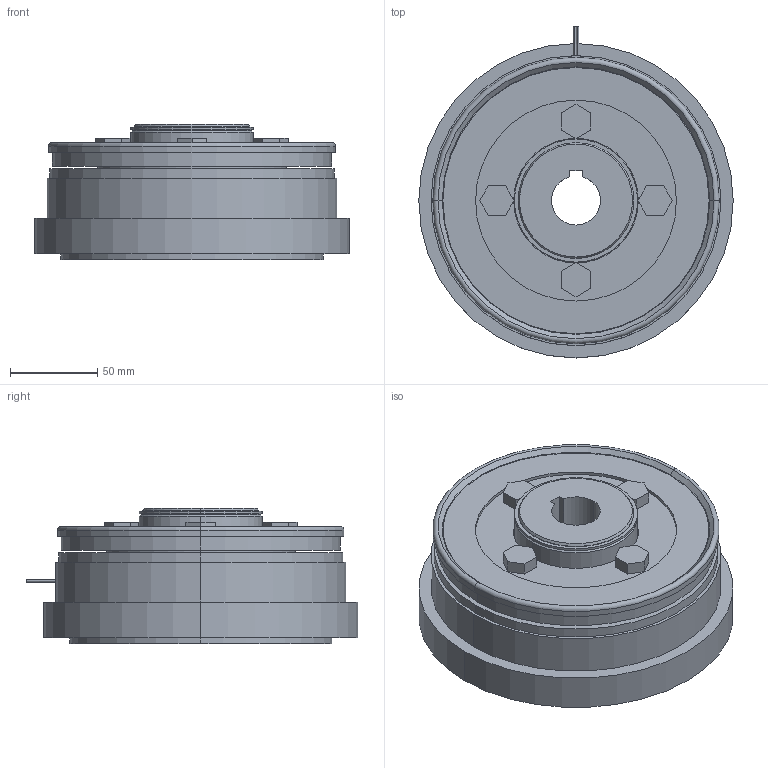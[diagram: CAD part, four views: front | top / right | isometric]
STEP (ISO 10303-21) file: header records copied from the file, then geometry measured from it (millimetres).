
FILE_DESCRIPTION (( 'STEP AP203' ), '1' );
FILE_NAME ('YPP616668.STEP', '2020-12-24T07:02:59', ( '' ), ( '' ), 'SwSTEP 2.0', 'SolidWorks 2016', '' );
FILE_SCHEMA (( 'CONFIG_CONTROL_DESIGN' ));
Length unit declared in the file: millimetre
Products named in the file (1): YPP616668
Bounding box: 180 x 190 x 77.4 mm (x, y, z)
Volume: 985906.2 mm3; surface area: 195601.5 mm2
Topology: 9 solids, 9 shells, 163 faces, 346 edges, 220 vertices
Faces by surface type: cylinder 65, plane 64, torus 18, cone 16
Entity records: 4569 total; most frequent: DIRECTION 850, CARTESIAN_POINT 786, ORIENTED_EDGE 692, EDGE_CURVE 346, AXIS2_PLACEMENT_3D 344, VERTEX_POINT 220, EDGE_LOOP 200, CIRCLE 180
